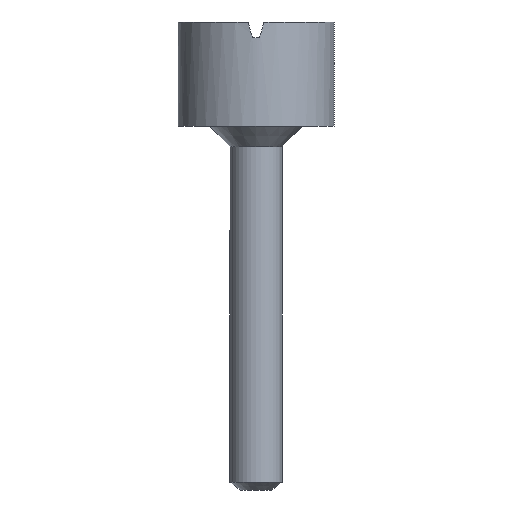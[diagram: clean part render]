
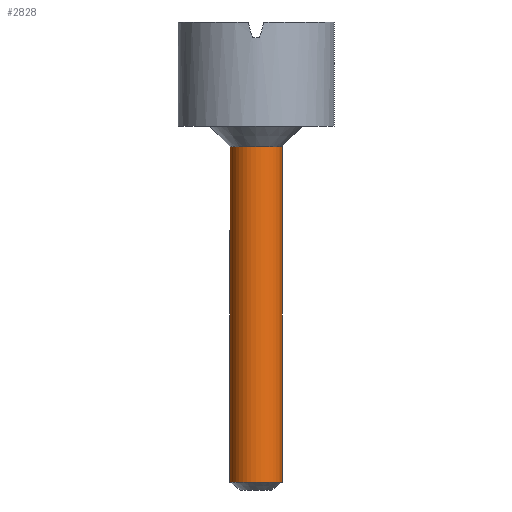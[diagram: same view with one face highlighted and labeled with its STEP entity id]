
A CAD part, front view. The second image highlights one B-rep face of the part: STEP entity #2828.
In plain terms, the highlighted cylindrical face has radius 0.5 mm (diameter 1 mm), a full revolution.
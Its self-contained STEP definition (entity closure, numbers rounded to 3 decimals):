
#389=CYLINDRICAL_SURFACE('',#3017,0.5);
#392=FACE_OUTER_BOUND('',#555,.T.);
#555=EDGE_LOOP('',(#1944,#1945,#1946,#1947,#1948));
#731=LINE('',#3493,#961);
#961=VECTOR('',#3105,0.5);
#1191=CIRCLE('',#3015,0.5);
#1192=CIRCLE('',#3016,0.5);
#1193=CIRCLE('',#3018,0.5);
#1202=VERTEX_POINT('',#3486);
#1203=VERTEX_POINT('',#3488);
#1204=VERTEX_POINT('',#3492);
#1498=EDGE_CURVE('',#1202,#1203,#1191,.T.);
#1499=EDGE_CURVE('',#1203,#1202,#1192,.T.);
#1500=EDGE_CURVE('',#1203,#1204,#731,.T.);
#1501=EDGE_CURVE('',#1204,#1204,#1193,.T.);
#1944=ORIENTED_EDGE('',*,*,#1498,.F.);
#1945=ORIENTED_EDGE('',*,*,#1499,.F.);
#1946=ORIENTED_EDGE('',*,*,#1500,.T.);
#1947=ORIENTED_EDGE('',*,*,#1501,.T.);
#1948=ORIENTED_EDGE('',*,*,#1500,.F.);
#2828=ADVANCED_FACE('',(#392),#389,.T.);
#3015=AXIS2_PLACEMENT_3D('',#3489,#3099,#3100);
#3016=AXIS2_PLACEMENT_3D('',#3490,#3101,#3102);
#3017=AXIS2_PLACEMENT_3D('',#3491,#3103,#3104);
#3018=AXIS2_PLACEMENT_3D('',#3494,#3106,#3107);
#3099=DIRECTION('center_axis',(0.,0.,1.));
#3100=DIRECTION('ref_axis',(0.,1.,0.));
#3101=DIRECTION('center_axis',(0.,0.,1.));
#3102=DIRECTION('ref_axis',(0.,1.,0.));
#3103=DIRECTION('center_axis',(0.,0.,1.));
#3104=DIRECTION('ref_axis',(0.,-1.,0.));
#3105=DIRECTION('',(0.,0.,-1.));
#3106=DIRECTION('center_axis',(0.,0.,1.));
#3107=DIRECTION('ref_axis',(0.,-1.,0.));
#3486=CARTESIAN_POINT('',(0.,-0.5,-0.4));
#3488=CARTESIAN_POINT('',(0.,0.5,-0.4));
#3489=CARTESIAN_POINT('Origin',(0.,0.,-0.4));
#3490=CARTESIAN_POINT('Origin',(0.,0.,-0.4));
#3491=CARTESIAN_POINT('Origin',(0.,0.,-3.425));
#3492=CARTESIAN_POINT('',(0.,0.5,-6.85));
#3493=CARTESIAN_POINT('',(0.,0.5,-3.425));
#3494=CARTESIAN_POINT('Origin',(0.,0.,-6.85));
